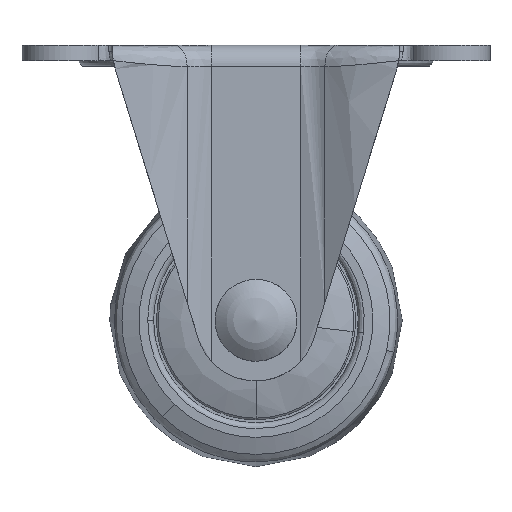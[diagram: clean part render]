
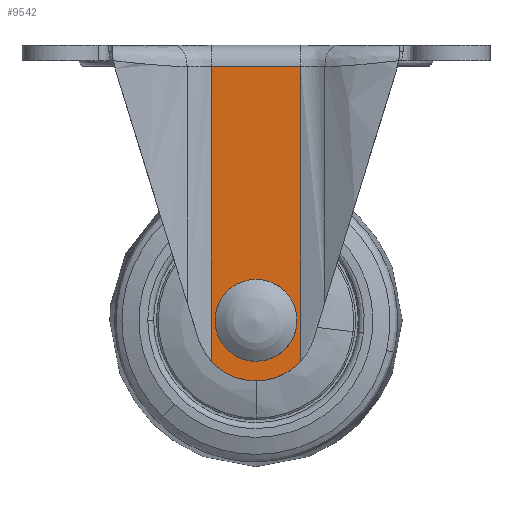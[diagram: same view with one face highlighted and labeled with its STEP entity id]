
A CAD part, front view. The second image highlights one B-rep face of the part: STEP entity #9542.
In plain terms, the highlighted free-form (B-spline) face has degree [1, 1] with [2, 2] control points.
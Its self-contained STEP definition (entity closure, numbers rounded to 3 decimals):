
#4369=CARTESIAN_POINT('',(-2.853,-18.35,-44.196));
#4370=VERTEX_POINT('',#4369);
#4371=CARTESIAN_POINT('',(-4.,-18.35,-47.));
#4372=VERTEX_POINT('',#4371);
#4373=CARTESIAN_POINT('',(-2.853,-18.35,-44.196));
#4374=CARTESIAN_POINT('',(-3.057,-18.35,-44.404));
#4375=CARTESIAN_POINT('',(-3.44,-18.35,-44.89));
#4376=CARTESIAN_POINT('',(-3.881,-18.35,-45.835));
#4377=CARTESIAN_POINT('',(-4.,-18.35,-46.579));
#4378=CARTESIAN_POINT('',(-4.,-18.35,-47.));
#4379=B_SPLINE_CURVE_WITH_KNOTS('',3,(#4373,#4374,#4375,#4376,#4377,#4378),.UNSPECIFIED.,.F.,.U.,(4,1,1,4),(0.,0.874,1.845,3.107),.UNSPECIFIED.);
#4380=EDGE_CURVE('',#4370,#4372,#4379,.T.);
#4382=CARTESIAN_POINT('',(0.0,-18.35,-51.));
#4383=VERTEX_POINT('',#4382);
#4384=CARTESIAN_POINT('',(-4.,-18.35,-47.));
#4385=CARTESIAN_POINT('',(-4.,-18.35,-47.393));
#4386=CARTESIAN_POINT('',(-3.888,-18.35,-48.145));
#4387=CARTESIAN_POINT('',(-3.462,-18.35,-49.076));
#4388=CARTESIAN_POINT('',(-2.875,-18.35,-49.828));
#4389=CARTESIAN_POINT('',(-2.085,-18.35,-50.476));
#4390=CARTESIAN_POINT('',(-1.08,-18.35,-50.907));
#4391=CARTESIAN_POINT('',(-0.327,-18.35,-51.));
#4392=CARTESIAN_POINT('',(0.0,-18.35,-51.));
#4393=B_SPLINE_CURVE_WITH_KNOTS('',3,(#4384,#4385,#4386,#4387,#4388,#4389,#4390,#4391,#4392),.UNSPECIFIED.,.F.,.U.,(4,1,1,1,1,1,4),(0.,1.178,2.258,3.043,4.025,5.302,6.283),.UNSPECIFIED.);
#4394=EDGE_CURVE('',#4372,#4383,#4393,.T.);
#4396=CARTESIAN_POINT('',(4.,-18.35,-47.));
#4397=VERTEX_POINT('',#4396);
#4398=CARTESIAN_POINT('',(0.0,-18.35,-51.));
#4399=CARTESIAN_POINT('',(0.262,-18.35,-51.));
#4400=CARTESIAN_POINT('',(0.851,-18.35,-50.942));
#4401=CARTESIAN_POINT('',(1.696,-18.35,-50.663));
#4402=CARTESIAN_POINT('',(2.453,-18.35,-50.196));
#4403=CARTESIAN_POINT('',(3.001,-18.35,-49.675));
#4404=CARTESIAN_POINT('',(3.431,-18.35,-49.095));
#4405=CARTESIAN_POINT('',(3.86,-18.35,-48.243));
#4406=CARTESIAN_POINT('',(4.,-18.35,-47.491));
#4407=CARTESIAN_POINT('',(4.,-18.35,-47.));
#4408=B_SPLINE_CURVE_WITH_KNOTS('',3,(#4398,#4399,#4400,#4401,#4402,#4403,#4404,#4405,#4406,#4407),.UNSPECIFIED.,.F.,.U.,(4,1,1,1,1,1,1,4),(0.,0.785,1.767,2.651,3.436,4.025,4.811,6.283),.UNSPECIFIED.);
#4409=EDGE_CURVE('',#4383,#4397,#4408,.T.);
#4411=CARTESIAN_POINT('',(2.804,-18.35,-44.147));
#4412=VERTEX_POINT('',#4411);
#4413=CARTESIAN_POINT('',(4.,-18.35,-47.));
#4414=CARTESIAN_POINT('',(4.,-18.35,-46.702));
#4415=CARTESIAN_POINT('',(3.937,-18.35,-46.14));
#4416=CARTESIAN_POINT('',(3.6,-18.35,-45.13));
#4417=CARTESIAN_POINT('',(3.158,-18.35,-44.495));
#4418=CARTESIAN_POINT('',(2.804,-18.35,-44.147));
#4419=B_SPLINE_CURVE_WITH_KNOTS('',3,(#4413,#4414,#4415,#4416,#4417,#4418),.UNSPECIFIED.,.F.,.U.,(4,1,1,4),(0.,0.893,1.688,3.177),.UNSPECIFIED.);
#4420=EDGE_CURVE('',#4397,#4412,#4419,.T.);
#4501=CARTESIAN_POINT('',(0.0,-18.35,-43.));
#4502=VERTEX_POINT('',#4501);
#4503=CARTESIAN_POINT('',(0.0,-18.35,-43.));
#4504=CARTESIAN_POINT('',(-0.364,-18.35,-43.));
#4505=CARTESIAN_POINT('',(-0.993,-18.35,-43.086));
#4506=CARTESIAN_POINT('',(-1.984,-18.35,-43.473));
#4507=CARTESIAN_POINT('',(-2.552,-18.35,-43.889));
#4508=CARTESIAN_POINT('',(-2.853,-18.35,-44.196));
#4509=B_SPLINE_CURVE_WITH_KNOTS('',3,(#4503,#4504,#4505,#4506,#4507,#4508),.UNSPECIFIED.,.F.,.U.,(4,1,1,4),(0.,1.092,1.886,3.177),.UNSPECIFIED.);
#4510=EDGE_CURVE('',#4502,#4370,#4509,.T.);
#4534=CARTESIAN_POINT('',(2.804,-18.35,-44.147));
#4535=CARTESIAN_POINT('',(2.642,-18.35,-43.988));
#4536=CARTESIAN_POINT('',(2.217,-18.35,-43.636));
#4537=CARTESIAN_POINT('',(1.294,-18.35,-43.149));
#4538=CARTESIAN_POINT('',(0.485,-18.35,-43.));
#4539=CARTESIAN_POINT('',(0.0,-18.35,-43.));
#4540=B_SPLINE_CURVE_WITH_KNOTS('',3,(#4534,#4535,#4536,#4537,#4538,#4539),.UNSPECIFIED.,.F.,.U.,(4,1,1,4),(0.,0.68,1.65,3.107),.UNSPECIFIED.);
#4541=EDGE_CURVE('',#4412,#4502,#4540,.T.);
#7621=CARTESIAN_POINT('',(-7.625,-18.35,-3.6));
#7622=VERTEX_POINT('',#7621);
#7673=CARTESIAN_POINT('',(7.625,-18.35,-3.6));
#7674=VERTEX_POINT('',#7673);
#7696=CARTESIAN_POINT('',(7.625,-18.35,-3.6));
#7697=CARTESIAN_POINT('',(-7.625,-18.35,-3.6));
#7698=QUASI_UNIFORM_CURVE('',1,(#7696,#7697),.UNSPECIFIED.,.F.,.U.);
#7699=EDGE_CURVE('',#7674,#7622,#7698,.T.);
#7922=CARTESIAN_POINT('',(7.625,-18.35,-53.999));
#7923=VERTEX_POINT('',#7922);
#7941=CARTESIAN_POINT('',(-7.625,-18.35,-53.999));
#7942=VERTEX_POINT('',#7941);
#7943=CARTESIAN_POINT('',(-7.625,-18.35,-53.999));
#7944=CARTESIAN_POINT('',(-7.051,-18.35,-54.624));
#7945=CARTESIAN_POINT('',(-6.058,-18.35,-55.469));
#7946=CARTESIAN_POINT('',(-4.542,-18.35,-56.332));
#7947=CARTESIAN_POINT('',(-3.01,-18.35,-56.959));
#7948=CARTESIAN_POINT('',(-0.947,-18.35,-57.407));
#7949=CARTESIAN_POINT('',(1.259,-18.35,-57.35));
#7950=CARTESIAN_POINT('',(3.176,-18.35,-56.895));
#7951=CARTESIAN_POINT('',(4.502,-18.35,-56.352));
#7952=CARTESIAN_POINT('',(6.056,-18.35,-55.467));
#7953=CARTESIAN_POINT('',(7.021,-18.35,-54.657));
#7954=CARTESIAN_POINT('',(7.625,-18.35,-53.999));
#7955=B_SPLINE_CURVE_WITH_KNOTS('',3,(#7943,#7944,#7945,#7946,#7947,#7948,#7949,#7950,#7951,#7952,#7953,#7954),.UNSPECIFIED.,.F.,.U.,(4,1,1,1,1,1,1,1,1,4),(0.,2.545,3.884,5.223,7.5,10.179,11.786,13.393,14.465,17.143),.UNSPECIFIED.);
#7956=EDGE_CURVE('',#7942,#7923,#7955,.T.);
#8661=CARTESIAN_POINT('',(7.625,-18.35,-53.999));
#8662=CARTESIAN_POINT('',(7.625,-18.35,-3.6));
#8663=QUASI_UNIFORM_CURVE('',1,(#8661,#8662),.UNSPECIFIED.,.F.,.U.);
#8664=EDGE_CURVE('',#7923,#7674,#8663,.T.);
#8685=CARTESIAN_POINT('',(-7.625,-18.35,-53.999));
#8686=CARTESIAN_POINT('',(-7.625,-18.35,-3.6));
#8687=QUASI_UNIFORM_CURVE('',1,(#8685,#8686),.UNSPECIFIED.,.F.,.U.);
#8688=EDGE_CURVE('',#7942,#7622,#8687,.T.);
#9523=CARTESIAN_POINT('',(-8.387,-18.35,-0.915));
#9524=CARTESIAN_POINT('',(-8.387,-18.35,-60.035));
#9525=CARTESIAN_POINT('',(8.387,-18.35,-0.915));
#9526=CARTESIAN_POINT('',(8.387,-18.35,-60.035));
#9527=B_SPLINE_SURFACE_WITH_KNOTS('',1,1,((#9523,#9525),(#9524,#9526)),.UNSPECIFIED.,.F.,.F.,.U.,(2,2),(2,2),(0.0,59.12),(0.0,16.773),.UNSPECIFIED.);
#9528=ORIENTED_EDGE('',*,*,#8664,.T.);
#9529=ORIENTED_EDGE('',*,*,#7699,.T.);
#9530=ORIENTED_EDGE('',*,*,#8688,.F.);
#9531=ORIENTED_EDGE('',*,*,#7956,.T.);
#9532=EDGE_LOOP('',(#9528,#9529,#9530,#9531));
#9533=FACE_OUTER_BOUND('',#9532,.T.);
#9534=ORIENTED_EDGE('',*,*,#4409,.F.);
#9535=ORIENTED_EDGE('',*,*,#4394,.F.);
#9536=ORIENTED_EDGE('',*,*,#4380,.F.);
#9537=ORIENTED_EDGE('',*,*,#4510,.F.);
#9538=ORIENTED_EDGE('',*,*,#4541,.F.);
#9539=ORIENTED_EDGE('',*,*,#4420,.F.);
#9540=EDGE_LOOP('',(#9534,#9535,#9536,#9537,#9538,#9539));
#9541=FACE_BOUND('',#9540,.T.);
#9542=ADVANCED_FACE('',(#9533,#9541),#9527,.T.);
